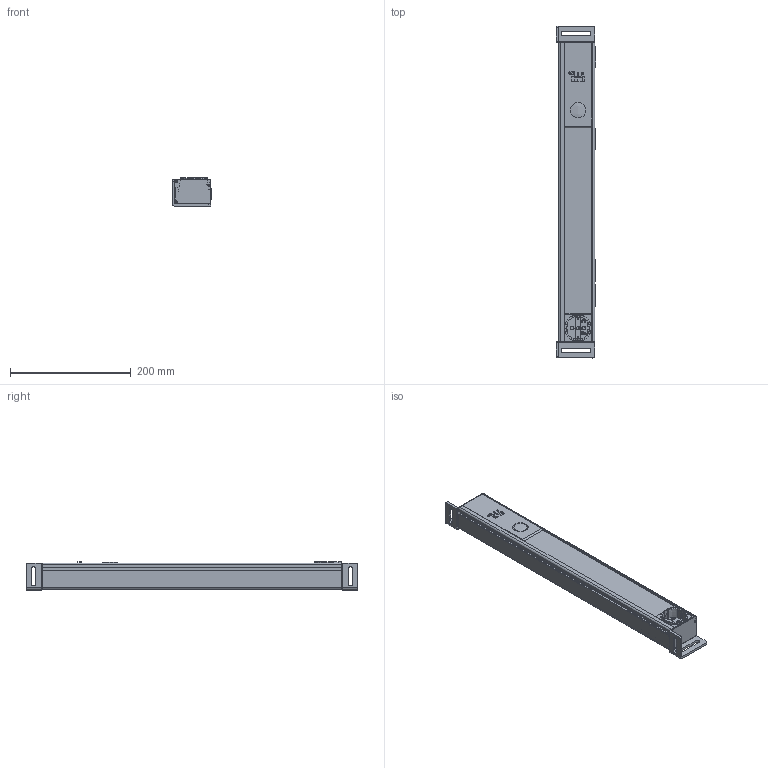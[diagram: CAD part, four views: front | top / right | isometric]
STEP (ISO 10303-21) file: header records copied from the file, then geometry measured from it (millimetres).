
FILE_DESCRIPTION(/* description */ (''),/* implementation_level */ '2;1');
FILE_NAME(/* name */ '108597_LED-A-500-ST-E.stp',/* time_stamp */ '2022-04-15T13:37:42+02:00',/* author */ ('CAD'),/* organization */ (''),/* preprocessor_version */ 'ST-DEVELOPER v15.6',/* originating_system */ 'Autodesk Inventor 2015',/* authorisation */ '');
FILE_SCHEMA (('AUTOMOTIVE_DESIGN { 1 0 10303 214 3 1 1 }'));
Products named in the file (1): 108597_LED-A-500-ST-E_Shrinkwrap_1
Bounding box: 66 x 550 x 46.7 mm (x, y, z)
Surface area: 219929.4 mm2 (no closed solid volume)
Topology: 0 solids, 75 shells, 2016 faces, 6326 edges, 4352 vertices
Faces by surface type: plane 1535, cylinder 360, bspline 60, cone 43, sphere 16, torus 2
Full cylindrical faces by diameter (mm): 2.797 x1, 2.8 x1
Entity records: 72810 total; most frequent: CARTESIAN_POINT 16290, ORIENTED_EDGE 11375, DIRECTION 10964, EDGE_CURVE 6308, LINE 5220, VECTOR 5220, VERTEX_POINT 4352, AXIS2_PLACEMENT_3D 2872
